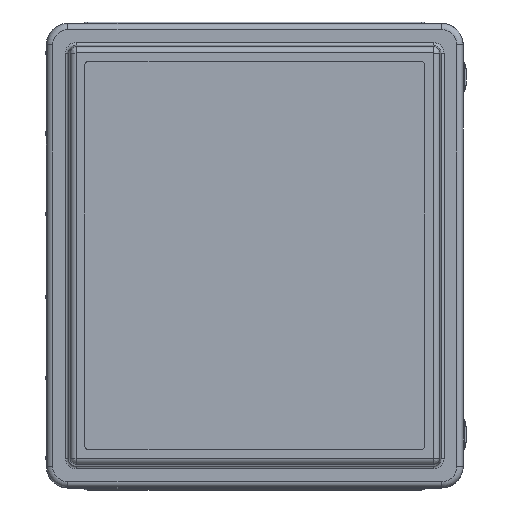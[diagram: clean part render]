
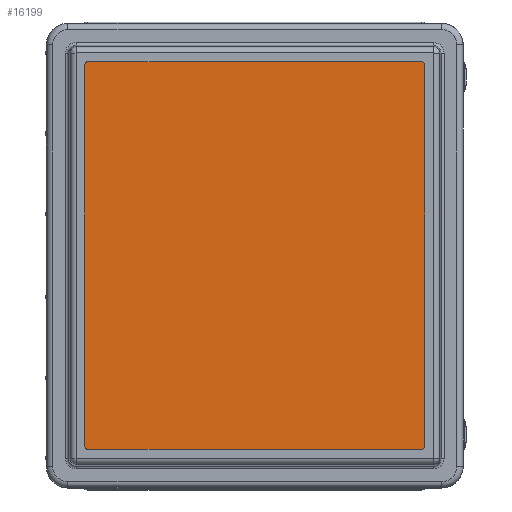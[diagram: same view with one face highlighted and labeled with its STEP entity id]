
A CAD part, top view. The second image highlights one B-rep face of the part: STEP entity #16199.
In plain terms, the highlighted planar face has unit normal (0, 0, 1).
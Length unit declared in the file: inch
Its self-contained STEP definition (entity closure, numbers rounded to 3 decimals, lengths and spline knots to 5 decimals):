
#667=LINE($,#27088,#1954);
#670=LINE($,#27096,#1957);
#673=LINE($,#27104,#1960);
#675=LINE($,#27110,#1962);
#1954=VECTOR($,#20529,16.);
#1957=VECTOR($,#20538,14.);
#1960=VECTOR($,#20547,16.);
#1962=VECTOR($,#20555,14.);
#3034=PLANE($,#17575);
#4599=FACE_OUTER_BOUND($,#5632,.T.);
#5632=EDGE_LOOP($,(#12760,#12761,#12762,#12763,#12764,#12765,#12766,#12767));
#6882=CIRCLE($,#17564,0.125);
#6883=CIRCLE($,#17567,0.125);
#6884=CIRCLE($,#17570,0.125);
#6885=CIRCLE($,#17573,0.125);
#7887=VERTEX_POINT($,#27080);
#7888=VERTEX_POINT($,#27082);
#7889=VERTEX_POINT($,#27086);
#7890=VERTEX_POINT($,#27090);
#7891=VERTEX_POINT($,#27094);
#7892=VERTEX_POINT($,#27098);
#7893=VERTEX_POINT($,#27102);
#7894=VERTEX_POINT($,#27106);
#9717=EDGE_CURVE($,#7887,#7888,#6882,.T.);
#9720=EDGE_CURVE($,#7889,#7887,#667,.T.);
#9722=EDGE_CURVE($,#7890,#7889,#6883,.T.);
#9724=EDGE_CURVE($,#7891,#7890,#670,.T.);
#9726=EDGE_CURVE($,#7892,#7891,#6884,.T.);
#9728=EDGE_CURVE($,#7893,#7892,#673,.T.);
#9730=EDGE_CURVE($,#7894,#7893,#6885,.T.);
#9731=EDGE_CURVE($,#7888,#7894,#675,.T.);
#12760=ORIENTED_EDGE($,*,*,#9731,.F.);
#12761=ORIENTED_EDGE($,*,*,#9717,.F.);
#12762=ORIENTED_EDGE($,*,*,#9720,.F.);
#12763=ORIENTED_EDGE($,*,*,#9722,.F.);
#12764=ORIENTED_EDGE($,*,*,#9724,.F.);
#12765=ORIENTED_EDGE($,*,*,#9726,.F.);
#12766=ORIENTED_EDGE($,*,*,#9728,.F.);
#12767=ORIENTED_EDGE($,*,*,#9730,.F.);
#16199=ADVANCED_FACE($,(#4599),#3034,.T.);
#17564=AXIS2_PLACEMENT_3D($,#27083,#20523,#20524);
#17567=AXIS2_PLACEMENT_3D($,#27092,#20533,#20534);
#17570=AXIS2_PLACEMENT_3D($,#27100,#20542,#20543);
#17573=AXIS2_PLACEMENT_3D($,#27108,#20551,#20552);
#17575=AXIS2_PLACEMENT_3D($,#27111,#20556,#20557);
#20523=DIRECTION('center_axis',(0.,0.,-1.));
#20524=DIRECTION('ref_axis',(0.,-1.,0.));
#20529=DIRECTION($,(0.,1.,0.));
#20533=DIRECTION('center_axis',(0.,0.,-1.));
#20534=DIRECTION('ref_axis',(1.,0.,0.));
#20538=DIRECTION($,(-1.,0.,0.));
#20542=DIRECTION('center_axis',(0.,0.,-1.));
#20543=DIRECTION('ref_axis',(0.,1.,0.));
#20547=DIRECTION($,(0.,-1.,0.));
#20551=DIRECTION('center_axis',(0.,0.,-1.));
#20552=DIRECTION('ref_axis',(-1.,0.,0.));
#20555=DIRECTION($,(1.,0.,0.));
#20556=DIRECTION('center_axis',(0.,0.,1.));
#20557=DIRECTION('ref_axis',(1.,0.,0.));
#27080=CARTESIAN_POINT('',(-7.125,8.,0.));
#27082=CARTESIAN_POINT('',(-7.,8.125,0.));
#27083=CARTESIAN_POINT('Origin',(-7.,8.,0.));
#27086=CARTESIAN_POINT('',(-7.125,-8.,0.));
#27088=CARTESIAN_POINT($,(-7.125,-8.,0.));
#27090=CARTESIAN_POINT('',(-7.,-8.125,0.));
#27092=CARTESIAN_POINT('Origin',(-7.,-8.,0.));
#27094=CARTESIAN_POINT('',(7.,-8.125,0.));
#27096=CARTESIAN_POINT($,(7.,-8.125,0.));
#27098=CARTESIAN_POINT('',(7.125,-8.,0.));
#27100=CARTESIAN_POINT('Origin',(7.,-8.,0.));
#27102=CARTESIAN_POINT('',(7.125,8.,0.));
#27104=CARTESIAN_POINT($,(7.125,8.,0.));
#27106=CARTESIAN_POINT('',(7.,8.125,0.));
#27108=CARTESIAN_POINT('Origin',(7.,8.,0.));
#27110=CARTESIAN_POINT($,(-7.,8.125,0.));
#27111=CARTESIAN_POINT('Origin',(0.,0.,0.));
